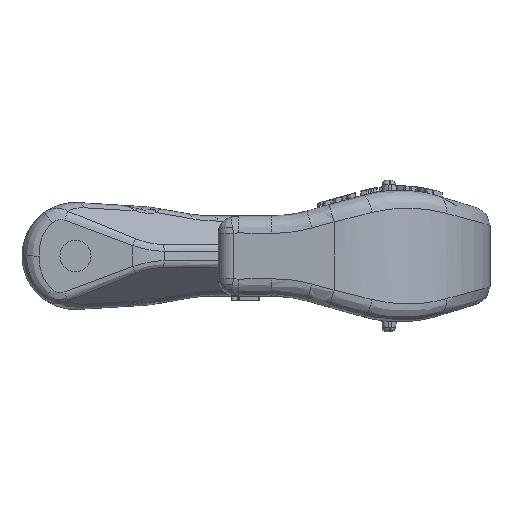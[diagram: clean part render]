
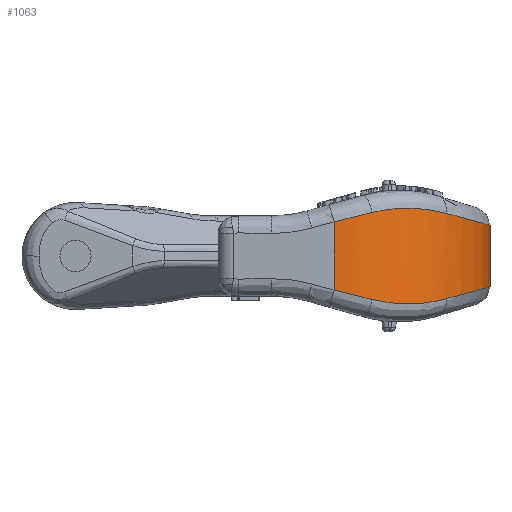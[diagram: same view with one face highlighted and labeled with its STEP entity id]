
A CAD part, front view. The second image highlights one B-rep face of the part: STEP entity #1063.
In plain terms, the highlighted cylindrical face has radius 35 mm (diameter 70 mm), a partial arc.
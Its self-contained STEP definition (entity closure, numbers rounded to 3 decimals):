
#396=ELLIPSE('',#10102,36.06,35.);
#397=ELLIPSE('',#10103,36.261,35.);
#398=ELLIPSE('',#10104,36.06,35.);
#399=ELLIPSE('',#10105,36.06,35.);
#400=ELLIPSE('',#10106,36.261,35.);
#401=ELLIPSE('',#10107,36.06,35.);
#1063=ADVANCED_FACE('',(#1719),#1441,.T.);
#1441=CYLINDRICAL_SURFACE('',#10108,35.);
#1719=FACE_OUTER_BOUND('',#2311,.T.);
#2311=EDGE_LOOP('',(#4827,#4828,#4829,#4830,#4831,#4832,#4833,#4834,#4835,
#4836,#4837,#4838,#4839,#4840,#4841,#4842));
#2710=CIRCLE('',#10100,35.);
#2711=CIRCLE('',#10101,35.);
#3362=B_SPLINE_CURVE_WITH_KNOTS('',3,(#17927,#17928,#17929,#17930),
 .UNSPECIFIED.,.F.,.F.,(4,4),(0.,1.),.UNSPECIFIED.);
#3363=B_SPLINE_CURVE_WITH_KNOTS('',3,(#17939,#17940,#17941,#17942),
 .UNSPECIFIED.,.F.,.F.,(4,4),(0.,1.),.UNSPECIFIED.);
#3364=B_SPLINE_CURVE_WITH_KNOTS('',3,(#17946,#17947,#17948,#17949,#17950,
#17951),.UNSPECIFIED.,.F.,.F.,(4,2,4),(0.,0.5,1.),.UNSPECIFIED.);
#3365=B_SPLINE_CURVE_WITH_KNOTS('',3,(#17955,#17956,#17957,#17958),
 .UNSPECIFIED.,.F.,.F.,(4,4),(0.,1.),.UNSPECIFIED.);
#3366=B_SPLINE_CURVE_WITH_KNOTS('',3,(#17963,#17964,#17965,#17966),
 .UNSPECIFIED.,.F.,.F.,(4,4),(0.,1.),.UNSPECIFIED.);
#3367=B_SPLINE_CURVE_WITH_KNOTS('',3,(#17970,#17971,#17972,#17973,#17974,
#17975),.UNSPECIFIED.,.F.,.F.,(4,2,4),(0.,0.5,1.),.UNSPECIFIED.);
#4827=ORIENTED_EDGE('',*,*,#8187,.T.);
#4828=ORIENTED_EDGE('',*,*,#8188,.T.);
#4829=ORIENTED_EDGE('',*,*,#8189,.T.);
#4830=ORIENTED_EDGE('',*,*,#8190,.T.);
#4831=ORIENTED_EDGE('',*,*,#8191,.T.);
#4832=ORIENTED_EDGE('',*,*,#8192,.T.);
#4833=ORIENTED_EDGE('',*,*,#8193,.T.);
#4834=ORIENTED_EDGE('',*,*,#8194,.T.);
#4835=ORIENTED_EDGE('',*,*,#8195,.T.);
#4836=ORIENTED_EDGE('',*,*,#8196,.T.);
#4837=ORIENTED_EDGE('',*,*,#8180,.F.);
#4838=ORIENTED_EDGE('',*,*,#8197,.T.);
#4839=ORIENTED_EDGE('',*,*,#8198,.T.);
#4840=ORIENTED_EDGE('',*,*,#8199,.T.);
#4841=ORIENTED_EDGE('',*,*,#8200,.T.);
#4842=ORIENTED_EDGE('',*,*,#8201,.T.);
#7077=VERTEX_POINT('',#17895);
#7078=VERTEX_POINT('',#17897);
#7083=VERTEX_POINT('',#17931);
#7084=VERTEX_POINT('',#17932);
#7085=VERTEX_POINT('',#17934);
#7086=VERTEX_POINT('',#17936);
#7087=VERTEX_POINT('',#17938);
#7088=VERTEX_POINT('',#17943);
#7089=VERTEX_POINT('',#17945);
#7090=VERTEX_POINT('',#17952);
#7091=VERTEX_POINT('',#17954);
#7092=VERTEX_POINT('',#17959);
#7093=VERTEX_POINT('',#17962);
#7094=VERTEX_POINT('',#17967);
#7095=VERTEX_POINT('',#17969);
#7096=VERTEX_POINT('',#17976);
#8180=EDGE_CURVE('',#7077,#7078,#9179,.T.);
#8187=EDGE_CURVE('',#7083,#7084,#3362,.T.);
#8188=EDGE_CURVE('',#7084,#7085,#2710,.T.);
#8189=EDGE_CURVE('',#7085,#7086,#9180,.T.);
#8190=EDGE_CURVE('',#7086,#7087,#2711,.T.);
#8191=EDGE_CURVE('',#7087,#7088,#3363,.T.);
#8192=EDGE_CURVE('',#7088,#7089,#396,.T.);
#8193=EDGE_CURVE('',#7089,#7090,#3364,.T.);
#8194=EDGE_CURVE('',#7090,#7091,#397,.T.);
#8195=EDGE_CURVE('',#7091,#7092,#3365,.T.);
#8196=EDGE_CURVE('',#7092,#7078,#398,.T.);
#8197=EDGE_CURVE('',#7077,#7093,#399,.T.);
#8198=EDGE_CURVE('',#7093,#7094,#3366,.T.);
#8199=EDGE_CURVE('',#7094,#7095,#400,.T.);
#8200=EDGE_CURVE('',#7095,#7096,#3367,.T.);
#8201=EDGE_CURVE('',#7096,#7083,#401,.T.);
#9179=LINE('',#17896,#9713);
#9180=LINE('',#17935,#9714);
#9713=VECTOR('',#11403,1.);
#9714=VECTOR('',#11408,1.);
#10100=AXIS2_PLACEMENT_3D('',#17933,#11406,#11407);
#10101=AXIS2_PLACEMENT_3D('',#17937,#11409,#11410);
#10102=AXIS2_PLACEMENT_3D('',#17944,#11411,#11412);
#10103=AXIS2_PLACEMENT_3D('',#17953,#11413,#11414);
#10104=AXIS2_PLACEMENT_3D('',#17960,#11415,#11416);
#10105=AXIS2_PLACEMENT_3D('',#17961,#11417,#11418);
#10106=AXIS2_PLACEMENT_3D('',#17968,#11419,#11420);
#10107=AXIS2_PLACEMENT_3D('',#17977,#11421,#11422);
#10108=AXIS2_PLACEMENT_3D('',#17978,#11423,#11424);
#11403=DIRECTION('',(0.,0.,1.));
#11406=DIRECTION('',(0.,0.,1.));
#11407=DIRECTION('',(-1.,0.,0.));
#11408=DIRECTION('',(0.,0.,1.));
#11409=DIRECTION('',(0.,0.,-1.));
#11410=DIRECTION('',(-1.,0.,0.));
#11411=DIRECTION('',(0.241,0.,-0.971));
#11412=DIRECTION('',(-0.971,0.,-0.241));
#11413=DIRECTION('',(-0.261,0.,-0.965));
#11414=DIRECTION('',(0.965,0.,-0.261));
#11415=DIRECTION('',(0.241,0.,-0.971));
#11416=DIRECTION('',(-0.971,0.,-0.241));
#11417=DIRECTION('',(0.241,0.,0.971));
#11418=DIRECTION('',(-0.971,0.,0.241));
#11419=DIRECTION('',(-0.261,0.,0.965));
#11420=DIRECTION('',(0.965,0.,0.261));
#11421=DIRECTION('',(0.241,0.,0.971));
#11422=DIRECTION('',(-0.971,0.,0.241));
#11423=DIRECTION('',(0.,0.,1.));
#11424=DIRECTION('',(1.,0.,0.));
#17895=CARTESIAN_POINT('',(-5.,-35.,-7.646));
#17896=CARTESIAN_POINT('',(-5.,-35.,-18.));
#17897=CARTESIAN_POINT('',(-5.,-35.,7.646));
#17927=CARTESIAN_POINT('',(-10.592,34.55,-6.259));
#17928=CARTESIAN_POINT('',(-14.146,33.975,-5.378));
#17929=CARTESIAN_POINT('',(-17.646,32.845,-5.));
#17930=CARTESIAN_POINT('',(-20.943,31.158,-5.));
#17931=CARTESIAN_POINT('',(-10.592,34.55,-6.259));
#17932=CARTESIAN_POINT('',(-20.943,31.158,-5.));
#17933=CARTESIAN_POINT('',(-5.,0.,-5.));
#17934=CARTESIAN_POINT('',(-21.432,30.903,-5.));
#17935=CARTESIAN_POINT('',(-21.432,30.903,-18.));
#17936=CARTESIAN_POINT('',(-21.432,30.903,5.));
#17937=CARTESIAN_POINT('',(-5.,0.,5.));
#17938=CARTESIAN_POINT('',(-20.943,31.158,5.));
#17939=CARTESIAN_POINT('',(-20.943,31.158,5.));
#17940=CARTESIAN_POINT('',(-17.646,32.845,5.));
#17941=CARTESIAN_POINT('',(-14.146,33.975,5.378));
#17942=CARTESIAN_POINT('',(-10.592,34.55,6.259));
#17943=CARTESIAN_POINT('',(-10.592,34.55,6.259));
#17944=CARTESIAN_POINT('',(-5.,0.,7.646));
#17945=CARTESIAN_POINT('',(3.602,33.926,9.78));
#17946=CARTESIAN_POINT('',(3.602,33.926,9.78));
#17947=CARTESIAN_POINT('',(6.683,33.145,10.544));
#17948=CARTESIAN_POINT('',(9.7,31.93,10.813));
#17949=CARTESIAN_POINT('',(15.341,28.668,10.642));
#17950=CARTESIAN_POINT('',(17.867,26.69,10.211));
#17951=CARTESIAN_POINT('',(20.1,24.393,9.606));
#17952=CARTESIAN_POINT('',(20.1,24.393,9.606));
#17953=CARTESIAN_POINT('',(-5.,0.,16.403));
#17954=CARTESIAN_POINT('',(20.1,-24.393,9.606));
#17955=CARTESIAN_POINT('',(20.1,-24.393,9.606));
#17956=CARTESIAN_POINT('',(15.632,-28.99,10.816));
#17957=CARTESIAN_POINT('',(9.765,-32.364,11.308));
#17958=CARTESIAN_POINT('',(3.602,-33.926,9.78));
#17959=CARTESIAN_POINT('',(3.602,-33.926,9.78));
#17960=CARTESIAN_POINT('',(-5.,0.,7.646));
#17961=CARTESIAN_POINT('',(-5.,0.,-7.646));
#17962=CARTESIAN_POINT('',(3.602,-33.926,-9.78));
#17963=CARTESIAN_POINT('',(3.602,-33.926,-9.78));
#17964=CARTESIAN_POINT('',(9.765,-32.364,-11.308));
#17965=CARTESIAN_POINT('',(15.632,-28.99,-10.816));
#17966=CARTESIAN_POINT('',(20.1,-24.393,-9.606));
#17967=CARTESIAN_POINT('',(20.1,-24.393,-9.606));
#17968=CARTESIAN_POINT('',(-5.,0.,-16.403));
#17969=CARTESIAN_POINT('',(20.1,24.393,-9.606));
#17970=CARTESIAN_POINT('',(20.1,24.393,-9.606));
#17971=CARTESIAN_POINT('',(17.867,26.69,-10.211));
#17972=CARTESIAN_POINT('',(15.341,28.668,-10.642));
#17973=CARTESIAN_POINT('',(9.7,31.93,-10.813));
#17974=CARTESIAN_POINT('',(6.683,33.145,-10.544));
#17975=CARTESIAN_POINT('',(3.602,33.926,-9.78));
#17976=CARTESIAN_POINT('',(3.602,33.926,-9.78));
#17977=CARTESIAN_POINT('',(-5.,0.,-7.646));
#17978=CARTESIAN_POINT('',(-5.,0.,-18.));
